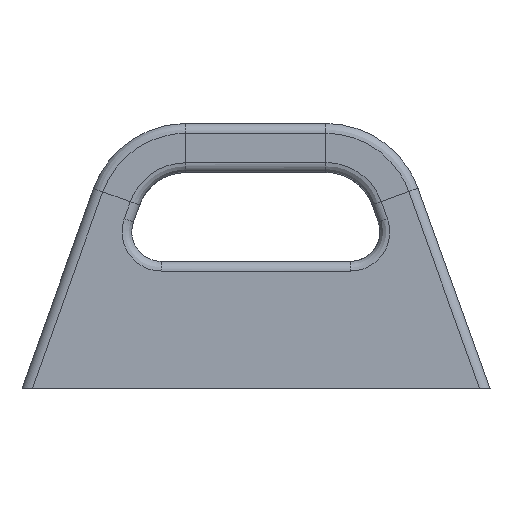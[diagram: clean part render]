
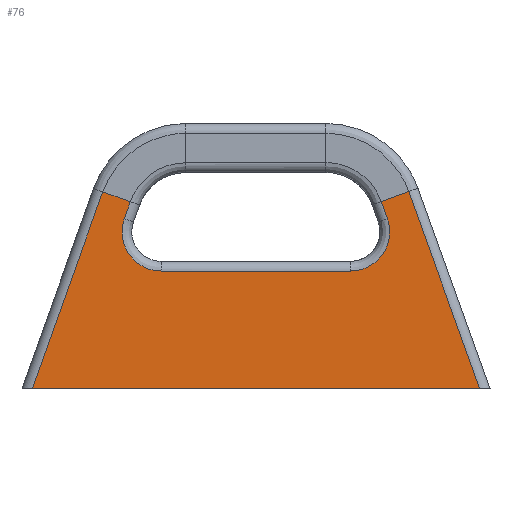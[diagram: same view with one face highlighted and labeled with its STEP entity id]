
A CAD part, front view. The second image highlights one B-rep face of the part: STEP entity #76.
In plain terms, the highlighted planar face has unit normal (0, -1, 0).
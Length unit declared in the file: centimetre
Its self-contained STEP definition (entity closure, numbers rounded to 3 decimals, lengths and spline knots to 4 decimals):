
#76=ADVANCED_FACE('',(#172),#1344,.T.);
#172=FACE_OUTER_BOUND('',#268,.T.);
#268=EDGE_LOOP('',(#560,#561,#562,#563,#564,#565,#566,#567,#568,#569));
#560=ORIENTED_EDGE('',*,*,#874,.F.);
#561=ORIENTED_EDGE('',*,*,#849,.F.);
#562=ORIENTED_EDGE('',*,*,#885,.T.);
#563=ORIENTED_EDGE('',*,*,#897,.T.);
#564=ORIENTED_EDGE('',*,*,#891,.T.);
#565=ORIENTED_EDGE('',*,*,#899,.T.);
#566=ORIENTED_EDGE('',*,*,#895,.T.);
#567=ORIENTED_EDGE('',*,*,#844,.F.);
#568=ORIENTED_EDGE('',*,*,#924,.F.);
#569=ORIENTED_EDGE('',*,*,#918,.F.);
#844=EDGE_CURVE('',#1204,#1223,#1033,.T.);
#849=EDGE_CURVE('',#1226,#1206,#1038,.T.);
#874=EDGE_CURVE('',#1206,#1252,#1062,.T.);
#885=EDGE_CURVE('',#1226,#1224,#1073,.T.);
#891=EDGE_CURVE('',#1225,#1228,#1078,.T.);
#895=EDGE_CURVE('',#1227,#1223,#1081,.T.);
#897=EDGE_CURVE('',#1224,#1225,#1083,.T.);
#899=EDGE_CURVE('',#1228,#1227,#1085,.T.);
#918=EDGE_CURVE('',#1252,#1253,#1138,.T.);
#924=EDGE_CURVE('',#1253,#1204,#1100,.T.);
#1033=(
BOUNDED_CURVE()
B_SPLINE_CURVE(1,(#2412,#2413),.UNSPECIFIED.,.F.,.F.)
B_SPLINE_CURVE_WITH_KNOTS((2,2),(0.2,0.8),
 .UNSPECIFIED.)
CURVE()
GEOMETRIC_REPRESENTATION_ITEM()
RATIONAL_B_SPLINE_CURVE((1.,1.))
REPRESENTATION_ITEM('')
);
#1038=(
BOUNDED_CURVE()
B_SPLINE_CURVE(1,(#2424,#2425),.UNSPECIFIED.,.F.,.F.)
B_SPLINE_CURVE_WITH_KNOTS((2,2),(-0.8,-0.2),
 .UNSPECIFIED.)
CURVE()
GEOMETRIC_REPRESENTATION_ITEM()
RATIONAL_B_SPLINE_CURVE((1.,1.))
REPRESENTATION_ITEM('')
);
#1062=(
BOUNDED_CURVE()
B_SPLINE_CURVE(1,(#2485,#2486),.UNSPECIFIED.,.F.,.F.)
B_SPLINE_CURVE_WITH_KNOTS((2,2),(0.,2.1384),
 .UNSPECIFIED.)
CURVE()
GEOMETRIC_REPRESENTATION_ITEM()
RATIONAL_B_SPLINE_CURVE((1.,1.))
REPRESENTATION_ITEM('')
);
#1073=(
BOUNDED_CURVE()
B_SPLINE_CURVE(1,(#2513,#2514),.UNSPECIFIED.,.F.,.F.)
B_SPLINE_CURVE_WITH_KNOTS((2,2),(0.,0.1865),
 .UNSPECIFIED.)
CURVE()
GEOMETRIC_REPRESENTATION_ITEM()
RATIONAL_B_SPLINE_CURVE((1.,1.))
REPRESENTATION_ITEM('')
);
#1078=(
BOUNDED_CURVE()
B_SPLINE_CURVE(1,(#2529,#2530),.UNSPECIFIED.,.F.,.F.)
B_SPLINE_CURVE_WITH_KNOTS((2,2),(0.,1.9354),
 .UNSPECIFIED.)
CURVE()
GEOMETRIC_REPRESENTATION_ITEM()
RATIONAL_B_SPLINE_CURVE((1.,1.))
REPRESENTATION_ITEM('')
);
#1081=(
BOUNDED_CURVE()
B_SPLINE_CURVE(1,(#2539,#2540),.UNSPECIFIED.,.F.,.F.)
B_SPLINE_CURVE_WITH_KNOTS((2,2),(0.,0.1845),
 .UNSPECIFIED.)
CURVE()
GEOMETRIC_REPRESENTATION_ITEM()
RATIONAL_B_SPLINE_CURVE((1.,1.))
REPRESENTATION_ITEM('')
);
#1083=(
BOUNDED_CURVE()
B_SPLINE_CURVE(2,(#2544,#2545,#2546,#2547,#2548),.UNSPECIFIED.,.F.,.F.)
B_SPLINE_CURVE_WITH_KNOTS((3,2,3),(0.,0.3832,
0.7663),.UNSPECIFIED.)
CURVE()
GEOMETRIC_REPRESENTATION_ITEM()
RATIONAL_B_SPLINE_CURVE((1.,0.887,1.,0.887,1.))
REPRESENTATION_ITEM('')
);
#1085=(
BOUNDED_CURVE()
B_SPLINE_CURVE(2,(#2554,#2555,#2556,#2557,#2558),.UNSPECIFIED.,.F.,.F.)
B_SPLINE_CURVE_WITH_KNOTS((3,2,3),(0.,0.3828,
0.7657),.UNSPECIFIED.)
CURVE()
GEOMETRIC_REPRESENTATION_ITEM()
RATIONAL_B_SPLINE_CURVE((1.,0.888,1.,0.888,1.))
REPRESENTATION_ITEM('')
);
#1100=(
BOUNDED_CURVE()
B_SPLINE_CURVE(1,(#2642,#2643),.UNSPECIFIED.,.F.,.F.)
B_SPLINE_CURVE_WITH_KNOTS((2,2),(0.142,2.2761),
 .UNSPECIFIED.)
CURVE()
GEOMETRIC_REPRESENTATION_ITEM()
RATIONAL_B_SPLINE_CURVE((1.,1.))
REPRESENTATION_ITEM('')
);
#1138=B_SPLINE_CURVE_WITH_KNOTS('',1,(#2614,#2615),.UNSPECIFIED.,.F.,.F.,
(2,2),(0.6871,5.2571),.UNSPECIFIED.);
#1204=VERTEX_POINT('',#2304);
#1206=VERTEX_POINT('',#2306);
#1223=VERTEX_POINT('',#2323);
#1224=VERTEX_POINT('',#2324);
#1225=VERTEX_POINT('',#2325);
#1226=VERTEX_POINT('',#2326);
#1227=VERTEX_POINT('',#2327);
#1228=VERTEX_POINT('',#2328);
#1252=VERTEX_POINT('',#2352);
#1253=VERTEX_POINT('',#2353);
#1344=PLANE('',#1492);
#1492=AXIS2_PLACEMENT_3D('',#2144,#1579,$);
#1579=DIRECTION('',(0.,-1.,0.));
#2144=CARTESIAN_POINT('',(-377.9958,417.3909,66.7841));
#2304=CARTESIAN_POINT('',(-382.5342,417.391,70.9132));
#2306=CARTESIAN_POINT('',(-379.4062,417.391,70.9161));
#2323=CARTESIAN_POINT('',(-382.2518,417.391,70.8121));
#2324=CARTESIAN_POINT('',(-379.6255,417.391,70.6391));
#2325=CARTESIAN_POINT('',(-380.0019,417.391,70.1038));
#2326=CARTESIAN_POINT('',(-379.6885,417.391,70.8146));
#2327=CARTESIAN_POINT('',(-382.3139,417.391,70.6385));
#2328=CARTESIAN_POINT('',(-381.9372,417.391,70.1037));
#2352=CARTESIAN_POINT('',(-378.6829,417.3909,68.9038));
#2353=CARTESIAN_POINT('',(-383.253,417.391,68.9037));
#2412=CARTESIAN_POINT('',(-382.5342,417.391,70.9132));
#2413=CARTESIAN_POINT('',(-382.2518,417.391,70.8121));
#2424=CARTESIAN_POINT('',(-379.6885,417.391,70.8146));
#2425=CARTESIAN_POINT('',(-379.4062,417.391,70.9161));
#2485=CARTESIAN_POINT('',(-379.4062,417.391,70.9161));
#2486=CARTESIAN_POINT('',(-378.6829,417.3909,68.9038));
#2513=CARTESIAN_POINT('',(-379.6885,417.391,70.8146));
#2514=CARTESIAN_POINT('',(-379.6255,417.391,70.6391));
#2529=CARTESIAN_POINT('',(-380.0019,417.391,70.1038));
#2530=CARTESIAN_POINT('',(-381.9372,417.391,70.1037));
#2539=CARTESIAN_POINT('',(-382.3139,417.391,70.6385));
#2540=CARTESIAN_POINT('',(-382.2518,417.391,70.8121));
#2544=CARTESIAN_POINT('',(-379.6255,417.391,70.6391));
#2545=CARTESIAN_POINT('',(-379.5552,417.391,70.4436));
#2546=CARTESIAN_POINT('',(-379.6747,417.391,70.2737));
#2547=CARTESIAN_POINT('',(-379.7942,417.391,70.1038));
#2548=CARTESIAN_POINT('',(-380.0019,417.391,70.1038));
#2554=CARTESIAN_POINT('',(-381.9372,417.391,70.1037));
#2555=CARTESIAN_POINT('',(-382.1448,417.391,70.1038));
#2556=CARTESIAN_POINT('',(-382.2643,417.391,70.2734));
#2557=CARTESIAN_POINT('',(-382.3838,417.391,70.4431));
#2558=CARTESIAN_POINT('',(-382.3139,417.391,70.6385));
#2614=CARTESIAN_POINT('',(-378.6829,417.3909,68.9038));
#2615=CARTESIAN_POINT('',(-383.253,417.391,68.9037));
#2642=CARTESIAN_POINT('',(-383.253,417.391,68.9037));
#2643=CARTESIAN_POINT('',(-382.5342,417.391,70.9132));
